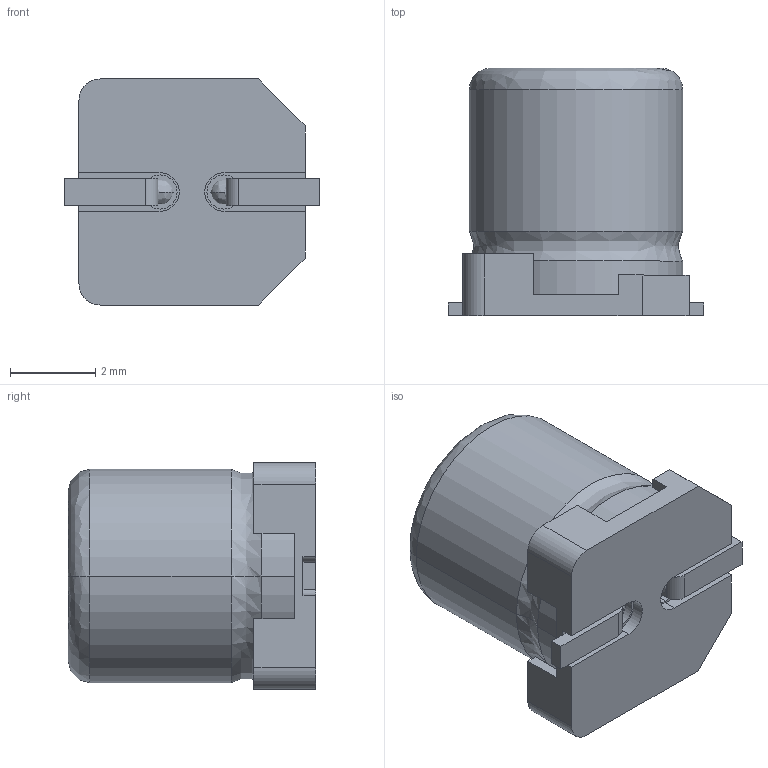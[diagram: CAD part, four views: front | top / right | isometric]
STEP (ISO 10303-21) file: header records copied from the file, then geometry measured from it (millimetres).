
FILE_DESCRIPTION (( 'STEP AP214' ), '1' );
FILE_NAME ('EEENZ1H3R3R.STEP', '2021-07-07T20:00:57', ( '' ), ( '' ), 'SwSTEP 2.0', 'SolidWorks 2017', '' );
FILE_SCHEMA (( 'AUTOMOTIVE_DESIGN' ));
Length unit declared in the file: millimetre
Products named in the file (1): EEENZ1H3R3R
Bounding box: 6 x 5.8 x 5.3 mm (x, y, z)
Volume: 119.3 mm3; surface area: 212 mm2
Topology: 4 solids, 4 shells, 79 faces, 204 edges, 130 vertices
Faces by surface type: plane 48, cylinder 23, bspline 8
Entity records: 3402 total; most frequent: CARTESIAN_POINT 536, DIRECTION 404, ORIENTED_EDGE 400, EDGE_CURVE 200, VECTOR 136, LINE 136, AXIS2_PLACEMENT_3D 134, VERTEX_POINT 130
